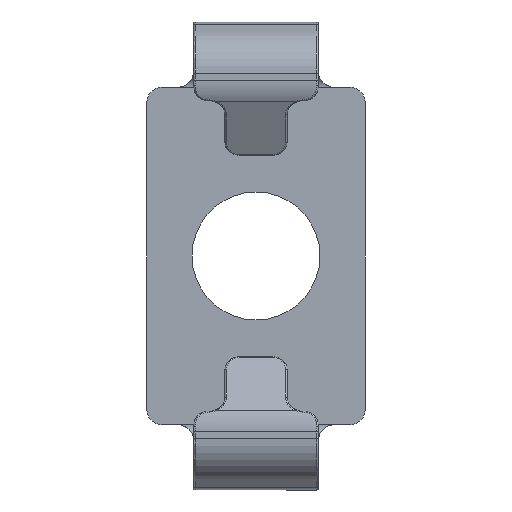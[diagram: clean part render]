
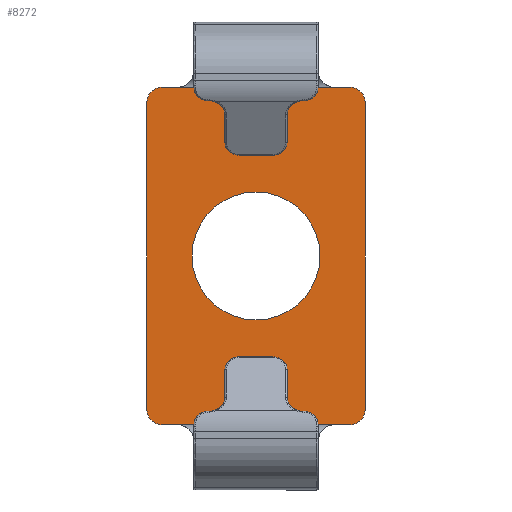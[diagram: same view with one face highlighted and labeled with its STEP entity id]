
A CAD part, front view. The second image highlights one B-rep face of the part: STEP entity #8272.
In plain terms, the highlighted face is planar.
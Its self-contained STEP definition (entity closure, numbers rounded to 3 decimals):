
#21 = CARTESIAN_POINT ( 'NONE',  ( 42.121, 14., -10.159 ) ) ;
#218 = VECTOR ( 'NONE', #6955, 1000. ) ;
#272 = DIRECTION ( 'NONE',  ( 0.342, 0., 0.94 ) ) ;
#351 = AXIS2_PLACEMENT_3D ( 'NONE', #11485, #11424, #7904 ) ;
#385 = EDGE_CURVE ( 'NONE', #10715, #9331, #4010, .T. ) ;
#395 = DIRECTION ( 'NONE',  ( 0.94, 0., -0.342 ) ) ;
#424 = LINE ( 'NONE', #8500, #5106 ) ;
#438 = PLANE ( 'NONE',  #9902 ) ;
#516 = ORIENTED_EDGE ( 'NONE', *, *, #3317, .T. ) ;
#636 = VECTOR ( 'NONE', #8632, 1000. ) ;
#920 = LINE ( 'NONE', #21, #11737 ) ;
#1151 = CARTESIAN_POINT ( 'NONE',  ( 35.063, 11., -29.55 ) ) ;
#1259 = DIRECTION ( 'NONE',  ( 0., 1., 0. ) ) ;
#1320 = DIRECTION ( 'NONE',  ( 0., 1., 0. ) ) ;
#1499 = ORIENTED_EDGE ( 'NONE', *, *, #9006, .F. ) ;
#1580 = LINE ( 'NONE', #2421, #7142 ) ;
#1842 = VERTEX_POINT ( 'NONE', #6790 ) ;
#1855 = CARTESIAN_POINT ( 'NONE',  ( 42.121, 1., -10.159 ) ) ;
#1857 = ORIENTED_EDGE ( 'NONE', *, *, #4134, .T. ) ;
#2293 = CARTESIAN_POINT ( 'NONE',  ( 35.063, 13., -29.55 ) ) ;
#2354 = DIRECTION ( 'NONE',  ( 0.94, 0., -0.342 ) ) ;
#2421 = CARTESIAN_POINT ( 'NONE',  ( 35.405, 0., -28.61 ) ) ;
#2500 = VECTOR ( 'NONE', #8529, 1000. ) ;
#2993 = CARTESIAN_POINT ( 'NONE',  ( 30.041, 0., -43.347 ) ) ;
#3042 = ORIENTED_EDGE ( 'NONE', *, *, #8356, .T. ) ;
#3240 = ORIENTED_EDGE ( 'NONE', *, *, #9266, .T. ) ;
#3317 = EDGE_CURVE ( 'NONE', #6537, #10715, #10297, .T. ) ;
#3377 = CARTESIAN_POINT ( 'NONE',  ( 42.463, 13., -9.219 ) ) ;
#3795 = EDGE_CURVE ( 'NONE', #11678, #11484, #6608, .T. ) ;
#4010 = LINE ( 'NONE', #1151, #10174 ) ;
#4064 = DIRECTION ( 'NONE',  ( -0.342, 0., -0.94 ) ) ;
#4094 = CARTESIAN_POINT ( 'NONE',  ( 42.463, 12., -9.219 ) ) ;
#4134 = EDGE_CURVE ( 'NONE', #9029, #4757, #4179, .T. ) ;
#4179 = LINE ( 'NONE', #6792, #636 ) ;
#4182 = ORIENTED_EDGE ( 'NONE', *, *, #385, .T. ) ;
#4199 = ORIENTED_EDGE ( 'NONE', *, *, #7000, .F. ) ;
#4250 = DIRECTION ( 'NONE',  ( -0.342, 0., -0.94 ) ) ;
#4360 = ORIENTED_EDGE ( 'NONE', *, *, #11095, .T. ) ;
#4398 = DIRECTION ( 'NONE',  ( 0.342, 0., 0.94 ) ) ;
#4470 = VERTEX_POINT ( 'NONE', #6112 ) ;
#4486 = ORIENTED_EDGE ( 'NONE', *, *, #3795, .T. ) ;
#4659 = VERTEX_POINT ( 'NONE', #11215 ) ;
#4757 = VERTEX_POINT ( 'NONE', #6814 ) ;
#4908 = CARTESIAN_POINT ( 'NONE',  ( 42.463, 11., -9.219 ) ) ;
#4948 = EDGE_CURVE ( 'NONE', #4757, #4470, #424, .T. ) ;
#5015 = EDGE_CURVE ( 'NONE', #11484, #11678, #5472, .T. ) ;
#5082 = FACE_BOUND ( 'NONE', #8886, .T. ) ;
#5102 = CARTESIAN_POINT ( 'NONE',  ( 35.405, 1., -28.61 ) ) ;
#5106 = VECTOR ( 'NONE', #9324, 1000. ) ;
#5472 = CIRCLE ( 'NONE', #351, 4.1 ) ;
#5654 = AXIS2_PLACEMENT_3D ( 'NONE', #6841, #6900, #5951 ) ;
#5700 = CARTESIAN_POINT ( 'NONE',  ( 37.361, 7., -23.237 ) ) ;
#5708 = ORIENTED_EDGE ( 'NONE', *, *, #7985, .T. ) ;
#5738 = CIRCLE ( 'NONE', #6687, 1. ) ;
#5951 = DIRECTION ( 'NONE',  ( 0.342, 0., 0.94 ) ) ;
#5954 = ORIENTED_EDGE ( 'NONE', *, *, #7541, .T. ) ;
#6025 = ORIENTED_EDGE ( 'NONE', *, *, #4948, .T. ) ;
#6035 = VECTOR ( 'NONE', #1320, 1000. ) ;
#6082 = DIRECTION ( 'NONE',  ( 0.94, 0., -0.342 ) ) ;
#6112 = CARTESIAN_POINT ( 'NONE',  ( 42.463, 1., -9.219 ) ) ;
#6121 = LINE ( 'NONE', #9565, #218 ) ;
#6183 = VERTEX_POINT ( 'NONE', #8581 ) ;
#6213 = CARTESIAN_POINT ( 'NONE',  ( 35.063, 12., -29.55 ) ) ;
#6537 = VERTEX_POINT ( 'NONE', #11525 ) ;
#6608 = CIRCLE ( 'NONE', #5654, 4.1 ) ;
#6687 = AXIS2_PLACEMENT_3D ( 'NONE', #10591, #6082, #4398 ) ;
#6756 = CARTESIAN_POINT ( 'NONE',  ( 42.121, 13., -10.159 ) ) ;
#6790 = CARTESIAN_POINT ( 'NONE',  ( 42.121, 14., -10.159 ) ) ;
#6792 = CARTESIAN_POINT ( 'NONE',  ( 42.463, 0., -9.219 ) ) ;
#6814 = CARTESIAN_POINT ( 'NONE',  ( 42.463, 2., -9.219 ) ) ;
#6827 = VERTEX_POINT ( 'NONE', #8716 ) ;
#6841 = CARTESIAN_POINT ( 'NONE',  ( 38.763, 7., -19.385 ) ) ;
#6871 = EDGE_CURVE ( 'NONE', #6183, #4659, #9250, .T. ) ;
#6900 = DIRECTION ( 'NONE',  ( -0.94, 0., 0.342 ) ) ;
#6955 = DIRECTION ( 'NONE',  ( 0., 1., 0. ) ) ;
#7000 = EDGE_CURVE ( 'NONE', #1842, #6827, #920, .T. ) ;
#7142 = VECTOR ( 'NONE', #10681, 1000. ) ;
#7517 = CARTESIAN_POINT ( 'NONE',  ( 35.063, 0., -29.55 ) ) ;
#7538 = CIRCLE ( 'NONE', #8665, 1. ) ;
#7541 = EDGE_CURVE ( 'NONE', #4659, #6537, #6121, .T. ) ;
#7637 = EDGE_LOOP ( 'NONE', ( #5708, #1857, #6025, #4360, #1499, #11752, #5954, #516, #4182, #3042, #4199, #3240 ) ) ;
#7904 = DIRECTION ( 'NONE',  ( 0.342, 0., 0.94 ) ) ;
#7985 = EDGE_CURVE ( 'NONE', #10186, #9029, #11329, .T. ) ;
#8160 = DIRECTION ( 'NONE',  ( 0.94, 0., -0.342 ) ) ;
#8272 = ADVANCED_FACE ( 'NONE', ( #10298, #5082 ), #438, .T. ) ;
#8356 = EDGE_CURVE ( 'NONE', #9331, #6827, #5738, .T. ) ;
#8500 = CARTESIAN_POINT ( 'NONE',  ( 42.463, 3., -9.219 ) ) ;
#8529 = DIRECTION ( 'NONE',  ( 0., -1., 0. ) ) ;
#8581 = CARTESIAN_POINT ( 'NONE',  ( 35.405, 0., -28.61 ) ) ;
#8632 = DIRECTION ( 'NONE',  ( 0., -1., 0. ) ) ;
#8665 = AXIS2_PLACEMENT_3D ( 'NONE', #6756, #395, #272 ) ;
#8716 = CARTESIAN_POINT ( 'NONE',  ( 35.405, 14., -28.61 ) ) ;
#8886 = EDGE_LOOP ( 'NONE', ( #4486, #11527 ) ) ;
#9006 = EDGE_CURVE ( 'NONE', #6183, #11713, #1580, .T. ) ;
#9029 = VERTEX_POINT ( 'NONE', #4094 ) ;
#9179 = CARTESIAN_POINT ( 'NONE',  ( 42.121, 0., -10.159 ) ) ;
#9250 = CIRCLE ( 'NONE', #10773, 1. ) ;
#9266 = EDGE_CURVE ( 'NONE', #1842, #10186, #7538, .T. ) ;
#9324 = DIRECTION ( 'NONE',  ( 0., -1., 0. ) ) ;
#9331 = VERTEX_POINT ( 'NONE', #2293 ) ;
#9339 = DIRECTION ( 'NONE',  ( 0.94, 0., -0.342 ) ) ;
#9565 = CARTESIAN_POINT ( 'NONE',  ( 35.063, 3., -29.55 ) ) ;
#9902 = AXIS2_PLACEMENT_3D ( 'NONE', #2993, #9339, #4064 ) ;
#10037 = CIRCLE ( 'NONE', #10613, 1. ) ;
#10174 = VECTOR ( 'NONE', #1259, 1000. ) ;
#10186 = VERTEX_POINT ( 'NONE', #3377 ) ;
#10297 = LINE ( 'NONE', #7517, #6035 ) ;
#10298 = FACE_OUTER_BOUND ( 'NONE', #7637, .T. ) ;
#10591 = CARTESIAN_POINT ( 'NONE',  ( 35.405, 13., -28.61 ) ) ;
#10613 = AXIS2_PLACEMENT_3D ( 'NONE', #1855, #8160, #10948 ) ;
#10681 = DIRECTION ( 'NONE',  ( 0.342, 0., 0.94 ) ) ;
#10715 = VERTEX_POINT ( 'NONE', #6213 ) ;
#10773 = AXIS2_PLACEMENT_3D ( 'NONE', #5102, #2354, #4250 ) ;
#10906 = DIRECTION ( 'NONE',  ( -0.342, 0., -0.94 ) ) ;
#10948 = DIRECTION ( 'NONE',  ( -0.342, 0., -0.94 ) ) ;
#11095 = EDGE_CURVE ( 'NONE', #4470, #11713, #10037, .T. ) ;
#11215 = CARTESIAN_POINT ( 'NONE',  ( 35.063, 1., -29.55 ) ) ;
#11329 = LINE ( 'NONE', #4908, #2500 ) ;
#11424 = DIRECTION ( 'NONE',  ( -0.94, 0., 0.342 ) ) ;
#11484 = VERTEX_POINT ( 'NONE', #5700 ) ;
#11485 = CARTESIAN_POINT ( 'NONE',  ( 38.763, 7., -19.385 ) ) ;
#11525 = CARTESIAN_POINT ( 'NONE',  ( 35.063, 2., -29.55 ) ) ;
#11527 = ORIENTED_EDGE ( 'NONE', *, *, #5015, .T. ) ;
#11678 = VERTEX_POINT ( 'NONE', #11687 ) ;
#11687 = CARTESIAN_POINT ( 'NONE',  ( 40.165, 7., -15.532 ) ) ;
#11713 = VERTEX_POINT ( 'NONE', #9179 ) ;
#11737 = VECTOR ( 'NONE', #10906, 1000. ) ;
#11752 = ORIENTED_EDGE ( 'NONE', *, *, #6871, .T. ) ;
